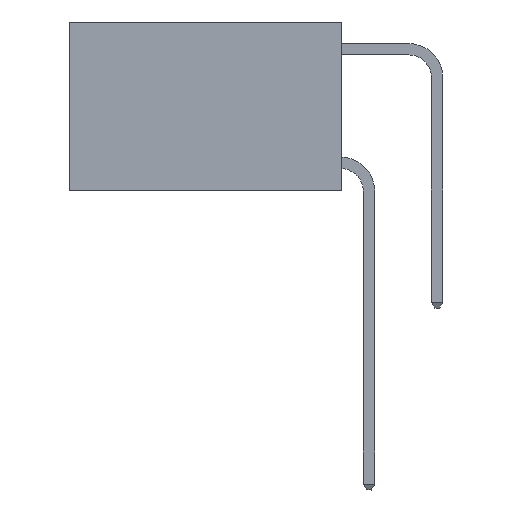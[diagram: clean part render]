
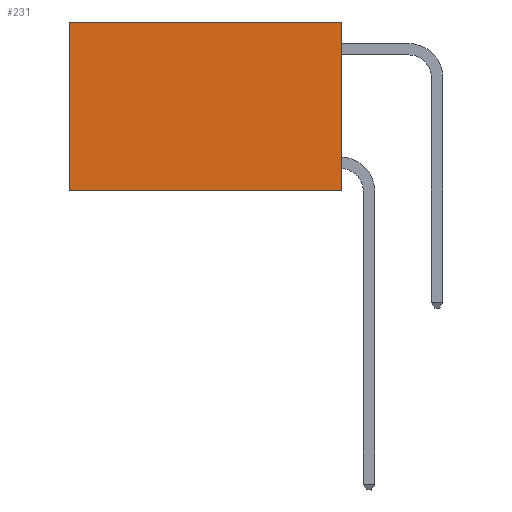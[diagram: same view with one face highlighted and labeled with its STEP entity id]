
A CAD part, left-side view. The second image highlights one B-rep face of the part: STEP entity #231.
In plain terms, the highlighted planar face has unit normal (-1, 0, 0).
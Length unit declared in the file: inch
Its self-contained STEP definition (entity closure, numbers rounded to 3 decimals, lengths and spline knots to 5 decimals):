
#231 = ADVANCED_FACE ( 'NONE', ( #10393 ), #20686, .F. ) ;
#721 = LINE ( 'NONE', #25776, #5846 ) ;
#844 = ORIENTED_EDGE ( 'NONE', *, *, #7231, .T. ) ;
#4393 = VECTOR ( 'NONE', #27883, 39.37008 ) ;
#5606 = LINE ( 'NONE', #14340, #22109 ) ;
#5846 = VECTOR ( 'NONE', #24991, 39.37008 ) ;
#6916 = VECTOR ( 'NONE', #25255, 39.37008 ) ;
#7231 = EDGE_CURVE ( 'NONE', #21421, #20675, #10167, .T. ) ;
#7424 = AXIS2_PLACEMENT_3D ( 'NONE', #18049, #11921, #14533 ) ;
#7753 = ORIENTED_EDGE ( 'NONE', *, *, #12807, .F. ) ;
#7817 = DIRECTION ( 'NONE',  ( 0., 1., 0. ) ) ;
#8570 = CARTESIAN_POINT ( 'NONE',  ( 0.2625, 0.6, 0. ) ) ;
#8948 = CARTESIAN_POINT ( 'NONE',  ( 0.2625, 0., -0.37 ) ) ;
#10167 = LINE ( 'NONE', #8570, #4393 ) ;
#10393 = FACE_OUTER_BOUND ( 'NONE', #18283, .T. ) ;
#11921 = DIRECTION ( 'NONE',  ( 1., 0., 0. ) ) ;
#12807 = EDGE_CURVE ( 'NONE', #20947, #19449, #721, .T. ) ;
#12833 = ORIENTED_EDGE ( 'NONE', *, *, #25723, .F. ) ;
#13058 = CARTESIAN_POINT ( 'NONE',  ( 0.2625, 0.6, -0.37 ) ) ;
#14340 = CARTESIAN_POINT ( 'NONE',  ( 0.2625, 0., 0. ) ) ;
#14533 = DIRECTION ( 'NONE',  ( 0., 0., -1. ) ) ;
#16756 = CARTESIAN_POINT ( 'NONE',  ( 0.2625, 0., -0.37 ) ) ;
#17172 = CARTESIAN_POINT ( 'NONE',  ( 0.2625, 0.6, 0. ) ) ;
#18049 = CARTESIAN_POINT ( 'NONE',  ( 0.2625, 0., 0. ) ) ;
#18283 = EDGE_LOOP ( 'NONE', ( #844, #12833, #7753, #21574 ) ) ;
#18402 = LINE ( 'NONE', #16756, #6916 ) ;
#19449 = VERTEX_POINT ( 'NONE', #8948 ) ;
#20675 = VERTEX_POINT ( 'NONE', #13058 ) ;
#20686 = PLANE ( 'NONE',  #7424 ) ;
#20947 = VERTEX_POINT ( 'NONE', #25764 ) ;
#21421 = VERTEX_POINT ( 'NONE', #17172 ) ;
#21574 = ORIENTED_EDGE ( 'NONE', *, *, #25082, .T. ) ;
#22109 = VECTOR ( 'NONE', #7817, 39.37008 ) ;
#24991 = DIRECTION ( 'NONE',  ( 0., 0., -1. ) ) ;
#25082 = EDGE_CURVE ( 'NONE', #20947, #21421, #5606, .T. ) ;
#25255 = DIRECTION ( 'NONE',  ( 0., 1., 0. ) ) ;
#25723 = EDGE_CURVE ( 'NONE', #19449, #20675, #18402, .T. ) ;
#25764 = CARTESIAN_POINT ( 'NONE',  ( 0.2625, 0., 0. ) ) ;
#25776 = CARTESIAN_POINT ( 'NONE',  ( 0.2625, 0., 0. ) ) ;
#27883 = DIRECTION ( 'NONE',  ( 0., 0., -1. ) ) ;
